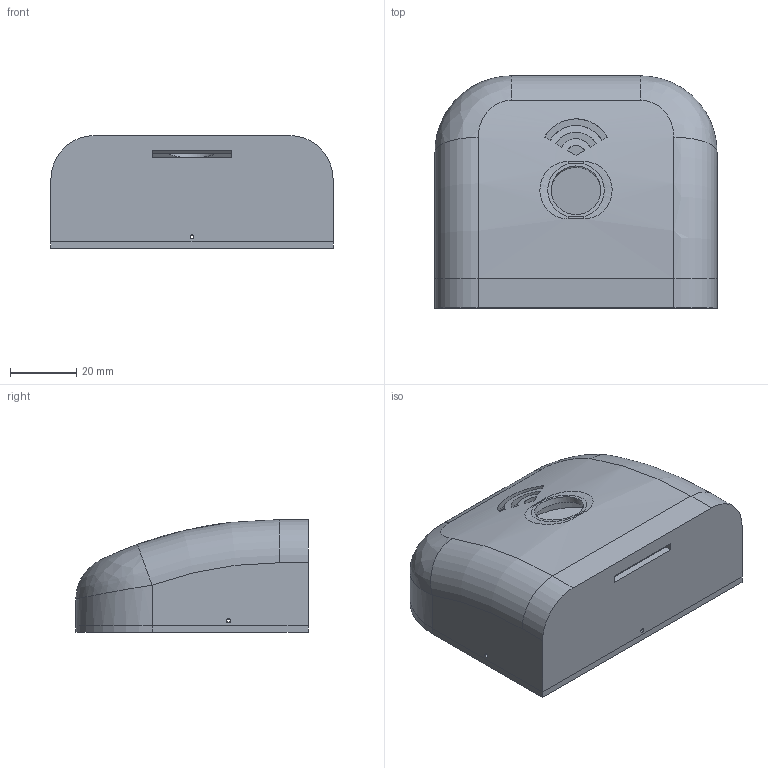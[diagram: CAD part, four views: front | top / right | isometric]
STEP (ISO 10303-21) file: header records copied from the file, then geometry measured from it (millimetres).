
FILE_DESCRIPTION(/* description */ (''),/* implementation_level */ '2;1');
FILE_NAME(/* name */ '',/* time_stamp */ '2023-02-20T02:46:46+03:00',/* author */ (''),/* organization */ (''),/* preprocessor_version */ 'ST-DEVELOPER v19.2',/* originating_system */ 'Autodesk Translation Framework v11.17.0.187',/* authorisation */ '');
FILE_SCHEMA (('AUTOMOTIVE_DESIGN { 1 0 10303 214 3 1 1 }'));
Length unit declared in the file: millimetre
Products named in the file (1): корпус 1
Bounding box: 85 x 70 x 34 mm (x, y, z)
Volume: 36669.7 mm3; surface area: 38114 mm2
Topology: 2 solids, 2 shells, 108 faces, 287 edges, 185 vertices
Faces by surface type: plane 45, cylinder 43, bspline 12, torus 8
Full cylindrical faces by diameter (mm): 1 x4, 1.2 x4, 15 x1
Entity records: 4179 total; most frequent: CARTESIAN_POINT 1424, ORIENTED_EDGE 574, DIRECTION 542, EDGE_CURVE 287, AXIS2_PLACEMENT_3D 201, VERTEX_POINT 185, LINE 140, VECTOR 140
